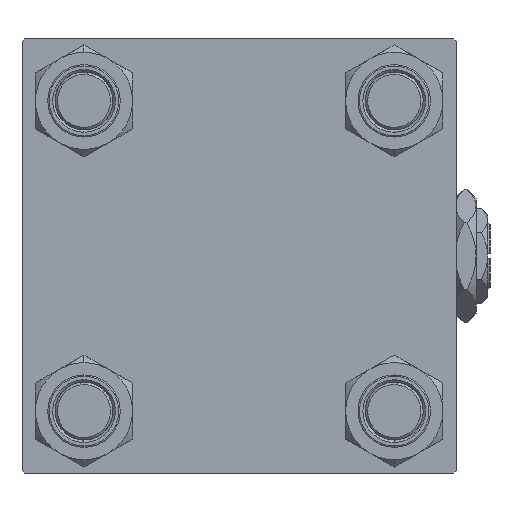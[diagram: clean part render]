
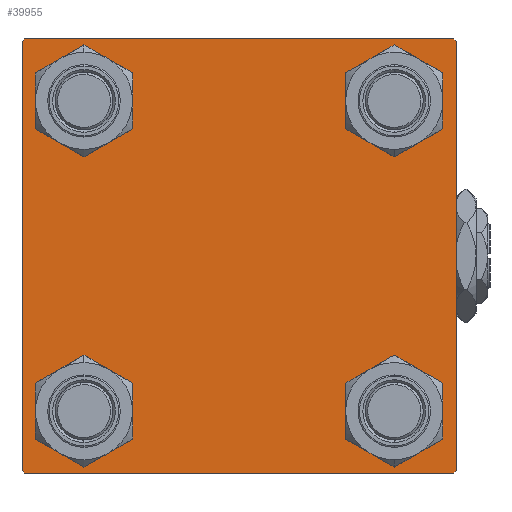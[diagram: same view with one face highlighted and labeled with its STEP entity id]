
A CAD part, left-side view. The second image highlights one B-rep face of the part: STEP entity #39955.
In plain terms, the highlighted planar face has unit normal (-1, 0, 0).
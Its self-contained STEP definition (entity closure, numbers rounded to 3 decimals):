
#1579 = DIRECTION ( 'NONE',  ( 1., 0., 0. ) ) ;
#1723 = AXIS2_PLACEMENT_3D ( 'NONE', #11349, #35979, #48018 ) ;
#2004 = AXIS2_PLACEMENT_3D ( 'NONE', #8954, #24764, #16980 ) ;
#2175 = CARTESIAN_POINT ( 'NONE',  ( 0., -32.15, 25.65 ) ) ;
#2628 = EDGE_CURVE ( 'NONE', #20340, #48143, #6406, .T. ) ;
#2793 = EDGE_CURVE ( 'NONE', #44600, #48143, #32747, .T. ) ;
#3027 = CARTESIAN_POINT ( 'NONE',  ( 0., -32.15, -25.65 ) ) ;
#3130 = VECTOR ( 'NONE', #45580, 1000. ) ;
#4459 = CARTESIAN_POINT ( 'NONE',  ( 0., -44.5, -45. ) ) ;
#4760 = CARTESIAN_POINT ( 'NONE',  ( 0., 32.15, -32.15 ) ) ;
#5229 = VECTOR ( 'NONE', #17178, 1000. ) ;
#5344 = VECTOR ( 'NONE', #18217, 1000. ) ;
#5548 = CARTESIAN_POINT ( 'NONE',  ( 0., -32.15, -38.65 ) ) ;
#5922 = VECTOR ( 'NONE', #45408, 1000. ) ;
#6406 = LINE ( 'NONE', #15213, #17651 ) ;
#7641 = CARTESIAN_POINT ( 'NONE',  ( 0., 44.75, 44.75 ) ) ;
#7833 = VECTOR ( 'NONE', #37684, 1000. ) ;
#8002 = ORIENTED_EDGE ( 'NONE', *, *, #24863, .T. ) ;
#8317 = ORIENTED_EDGE ( 'NONE', *, *, #22345, .T. ) ;
#8355 = DIRECTION ( 'NONE',  ( 0., 0., 1. ) ) ;
#8835 = EDGE_CURVE ( 'NONE', #20340, #30015, #49404, .T. ) ;
#8954 = CARTESIAN_POINT ( 'NONE',  ( 0., -32.15, 32.15 ) ) ;
#9216 = CARTESIAN_POINT ( 'NONE',  ( 0., 45., -44.5 ) ) ;
#9577 = CIRCLE ( 'NONE', #30939, 6.5 ) ;
#9674 = DIRECTION ( 'NONE',  ( 1., 0., 0. ) ) ;
#10916 = CARTESIAN_POINT ( 'NONE',  ( 0., -32.15, 38.65 ) ) ;
#11047 = CARTESIAN_POINT ( 'NONE',  ( 0., 44.5, 45. ) ) ;
#11349 = CARTESIAN_POINT ( 'NONE',  ( 0., 32.15, -32.15 ) ) ;
#11882 = FACE_BOUND ( 'NONE', #30053, .T. ) ;
#12032 = EDGE_CURVE ( 'NONE', #46781, #15017, #42839, .T. ) ;
#12801 = EDGE_CURVE ( 'NONE', #46898, #43292, #44301, .T. ) ;
#13915 = EDGE_CURVE ( 'NONE', #22305, #50534, #30899, .T. ) ;
#14078 = ORIENTED_EDGE ( 'NONE', *, *, #13915, .T. ) ;
#14210 = DIRECTION ( 'NONE',  ( 0., 0., 1. ) ) ;
#14222 = CARTESIAN_POINT ( 'NONE',  ( 0., -32.15, -32.15 ) ) ;
#14421 = DIRECTION ( 'NONE',  ( 0., 0., -1. ) ) ;
#15017 = VERTEX_POINT ( 'NONE', #37536 ) ;
#15158 = ORIENTED_EDGE ( 'NONE', *, *, #2793, .T. ) ;
#15213 = CARTESIAN_POINT ( 'NONE',  ( 0., -45., 45. ) ) ;
#15658 = FACE_BOUND ( 'NONE', #51618, .T. ) ;
#16980 = DIRECTION ( 'NONE',  ( 0., 0., 1. ) ) ;
#17178 = DIRECTION ( 'NONE',  ( 0., 0.707, -0.707 ) ) ;
#17651 = VECTOR ( 'NONE', #14421, 1000. ) ;
#17681 = VERTEX_POINT ( 'NONE', #10916 ) ;
#17866 = CARTESIAN_POINT ( 'NONE',  ( 0., -32.15, 32.15 ) ) ;
#18009 = ORIENTED_EDGE ( 'NONE', *, *, #27403, .T. ) ;
#18217 = DIRECTION ( 'NONE',  ( 0., 0., -1. ) ) ;
#18245 = CARTESIAN_POINT ( 'NONE',  ( 0., 32.15, 32.15 ) ) ;
#18389 = DIRECTION ( 'NONE',  ( 1., 0., 0. ) ) ;
#18628 = CARTESIAN_POINT ( 'NONE',  ( 0., 32.15, 38.65 ) ) ;
#19782 = EDGE_CURVE ( 'NONE', #43292, #46781, #46573, .T. ) ;
#20340 = VERTEX_POINT ( 'NONE', #37105 ) ;
#20573 = VECTOR ( 'NONE', #34552, 1000. ) ;
#21221 = AXIS2_PLACEMENT_3D ( 'NONE', #14222, #46614, #34046 ) ;
#21366 = ORIENTED_EDGE ( 'NONE', *, *, #30956, .F. ) ;
#21689 = CIRCLE ( 'NONE', #2004, 6.5 ) ;
#21828 = VERTEX_POINT ( 'NONE', #52247 ) ;
#22305 = VERTEX_POINT ( 'NONE', #5548 ) ;
#22345 = EDGE_CURVE ( 'NONE', #17681, #47082, #21689, .T. ) ;
#23165 = ORIENTED_EDGE ( 'NONE', *, *, #40808, .T. ) ;
#23309 = AXIS2_PLACEMENT_3D ( 'NONE', #17866, #18389, #34185 ) ;
#23432 = FACE_BOUND ( 'NONE', #50148, .T. ) ;
#23470 = CARTESIAN_POINT ( 'NONE',  ( 0., -45., -44.5 ) ) ;
#23688 = CARTESIAN_POINT ( 'NONE',  ( 0., 0., 0. ) ) ;
#24014 = ORIENTED_EDGE ( 'NONE', *, *, #30372, .T. ) ;
#24222 = PLANE ( 'NONE',  #49681 ) ;
#24516 = ORIENTED_EDGE ( 'NONE', *, *, #12801, .T. ) ;
#24764 = DIRECTION ( 'NONE',  ( 1., 0., 0. ) ) ;
#24863 = EDGE_CURVE ( 'NONE', #50534, #22305, #37444, .T. ) ;
#25653 = CIRCLE ( 'NONE', #1723, 6.5 ) ;
#25964 = CARTESIAN_POINT ( 'NONE',  ( 0., 32.15, 32.15 ) ) ;
#26515 = CARTESIAN_POINT ( 'NONE',  ( 0., 45., 45. ) ) ;
#26583 = EDGE_LOOP ( 'NONE', ( #8002, #14078 ) ) ;
#27403 = EDGE_CURVE ( 'NONE', #49258, #21828, #39147, .T. ) ;
#28237 = FACE_OUTER_BOUND ( 'NONE', #40230, .T. ) ;
#29091 = CARTESIAN_POINT ( 'NONE',  ( 0., 32.15, 25.65 ) ) ;
#29876 = ORIENTED_EDGE ( 'NONE', *, *, #32209, .T. ) ;
#30015 = VERTEX_POINT ( 'NONE', #33583 ) ;
#30053 = EDGE_LOOP ( 'NONE', ( #24014, #23165 ) ) ;
#30372 = EDGE_CURVE ( 'NONE', #37954, #33302, #37514, .T. ) ;
#30899 = CIRCLE ( 'NONE', #37616, 6.5 ) ;
#30939 = AXIS2_PLACEMENT_3D ( 'NONE', #25964, #1579, #38499 ) ;
#30956 = EDGE_CURVE ( 'NONE', #46898, #30015, #44654, .T. ) ;
#30977 = CIRCLE ( 'NONE', #23309, 6.5 ) ;
#32187 = CARTESIAN_POINT ( 'NONE',  ( 0., -32.15, -32.15 ) ) ;
#32209 = EDGE_CURVE ( 'NONE', #21828, #49258, #25653, .T. ) ;
#32477 = CARTESIAN_POINT ( 'NONE',  ( 0., -44.75, -44.75 ) ) ;
#32747 = LINE ( 'NONE', #32477, #3130 ) ;
#33127 = DIRECTION ( 'NONE',  ( 1., 0., 0. ) ) ;
#33302 = VERTEX_POINT ( 'NONE', #29091 ) ;
#33402 = CARTESIAN_POINT ( 'NONE',  ( 0., 45., 45. ) ) ;
#33583 = CARTESIAN_POINT ( 'NONE',  ( 0., -44.5, 45. ) ) ;
#33645 = CARTESIAN_POINT ( 'NONE',  ( 0., -44.75, 44.75 ) ) ;
#34046 = DIRECTION ( 'NONE',  ( 0., 0., 1. ) ) ;
#34185 = DIRECTION ( 'NONE',  ( 0., 0., 1. ) ) ;
#34552 = DIRECTION ( 'NONE',  ( 0., -0.707, -0.707 ) ) ;
#34957 = AXIS2_PLACEMENT_3D ( 'NONE', #18245, #9674, #14210 ) ;
#34960 = ORIENTED_EDGE ( 'NONE', *, *, #2628, .F. ) ;
#35557 = EDGE_CURVE ( 'NONE', #15017, #44600, #41693, .T. ) ;
#35979 = DIRECTION ( 'NONE',  ( 1., 0., 0. ) ) ;
#36459 = DIRECTION ( 'NONE',  ( 1., 0., 0. ) ) ;
#36508 = FACE_BOUND ( 'NONE', #26583, .T. ) ;
#37105 = CARTESIAN_POINT ( 'NONE',  ( 0., -45., 44.5 ) ) ;
#37134 = ORIENTED_EDGE ( 'NONE', *, *, #12032, .T. ) ;
#37444 = CIRCLE ( 'NONE', #21221, 6.5 ) ;
#37514 = CIRCLE ( 'NONE', #34957, 6.5 ) ;
#37536 = CARTESIAN_POINT ( 'NONE',  ( 0., 44.5, -45. ) ) ;
#37616 = AXIS2_PLACEMENT_3D ( 'NONE', #32187, #36459, #8355 ) ;
#37684 = DIRECTION ( 'NONE',  ( 0., -1., 0. ) ) ;
#37954 = VERTEX_POINT ( 'NONE', #18628 ) ;
#38499 = DIRECTION ( 'NONE',  ( 0., 0., 1. ) ) ;
#38500 = EDGE_CURVE ( 'NONE', #47082, #17681, #30977, .T. ) ;
#39147 = CIRCLE ( 'NONE', #51935, 6.5 ) ;
#39955 = ADVANCED_FACE ( 'NONE', ( #23432, #36508, #15658, #11882, #28237 ), #24222, .T. ) ;
#40230 = EDGE_LOOP ( 'NONE', ( #41510, #37134, #51764, #15158, #34960, #42634, #21366, #24516 ) ) ;
#40808 = EDGE_CURVE ( 'NONE', #33302, #37954, #9577, .T. ) ;
#41157 = CARTESIAN_POINT ( 'NONE',  ( 0., 32.15, -25.65 ) ) ;
#41510 = ORIENTED_EDGE ( 'NONE', *, *, #19782, .T. ) ;
#41693 = LINE ( 'NONE', #46242, #7833 ) ;
#42059 = CARTESIAN_POINT ( 'NONE',  ( 0., 44.75, -44.75 ) ) ;
#42634 = ORIENTED_EDGE ( 'NONE', *, *, #8835, .T. ) ;
#42839 = LINE ( 'NONE', #42059, #20573 ) ;
#43292 = VERTEX_POINT ( 'NONE', #50239 ) ;
#44301 = LINE ( 'NONE', #7641, #5229 ) ;
#44546 = DIRECTION ( 'NONE',  ( 0., 0., 1. ) ) ;
#44600 = VERTEX_POINT ( 'NONE', #4459 ) ;
#44654 = LINE ( 'NONE', #33402, #52924 ) ;
#45408 = DIRECTION ( 'NONE',  ( 0., 0.707, 0.707 ) ) ;
#45580 = DIRECTION ( 'NONE',  ( 0., -0.707, 0.707 ) ) ;
#46242 = CARTESIAN_POINT ( 'NONE',  ( 0., 45., -45. ) ) ;
#46573 = LINE ( 'NONE', #26515, #5344 ) ;
#46614 = DIRECTION ( 'NONE',  ( 1., 0., 0. ) ) ;
#46781 = VERTEX_POINT ( 'NONE', #9216 ) ;
#46898 = VERTEX_POINT ( 'NONE', #11047 ) ;
#47082 = VERTEX_POINT ( 'NONE', #2175 ) ;
#48018 = DIRECTION ( 'NONE',  ( 0., 0., 1. ) ) ;
#48143 = VERTEX_POINT ( 'NONE', #23470 ) ;
#48299 = DIRECTION ( 'NONE',  ( -1., 0., 0. ) ) ;
#49258 = VERTEX_POINT ( 'NONE', #41157 ) ;
#49404 = LINE ( 'NONE', #33645, #5922 ) ;
#49429 = DIRECTION ( 'NONE',  ( 0., 0., 1. ) ) ;
#49681 = AXIS2_PLACEMENT_3D ( 'NONE', #23688, #48299, #44546 ) ;
#50148 = EDGE_LOOP ( 'NONE', ( #8317, #52355 ) ) ;
#50239 = CARTESIAN_POINT ( 'NONE',  ( 0., 45., 44.5 ) ) ;
#50534 = VERTEX_POINT ( 'NONE', #3027 ) ;
#51618 = EDGE_LOOP ( 'NONE', ( #18009, #29876 ) ) ;
#51764 = ORIENTED_EDGE ( 'NONE', *, *, #35557, .T. ) ;
#51935 = AXIS2_PLACEMENT_3D ( 'NONE', #4760, #33127, #49429 ) ;
#52247 = CARTESIAN_POINT ( 'NONE',  ( 0., 32.15, -38.65 ) ) ;
#52355 = ORIENTED_EDGE ( 'NONE', *, *, #38500, .T. ) ;
#52662 = DIRECTION ( 'NONE',  ( 0., -1., 0. ) ) ;
#52924 = VECTOR ( 'NONE', #52662, 1000. ) ;
